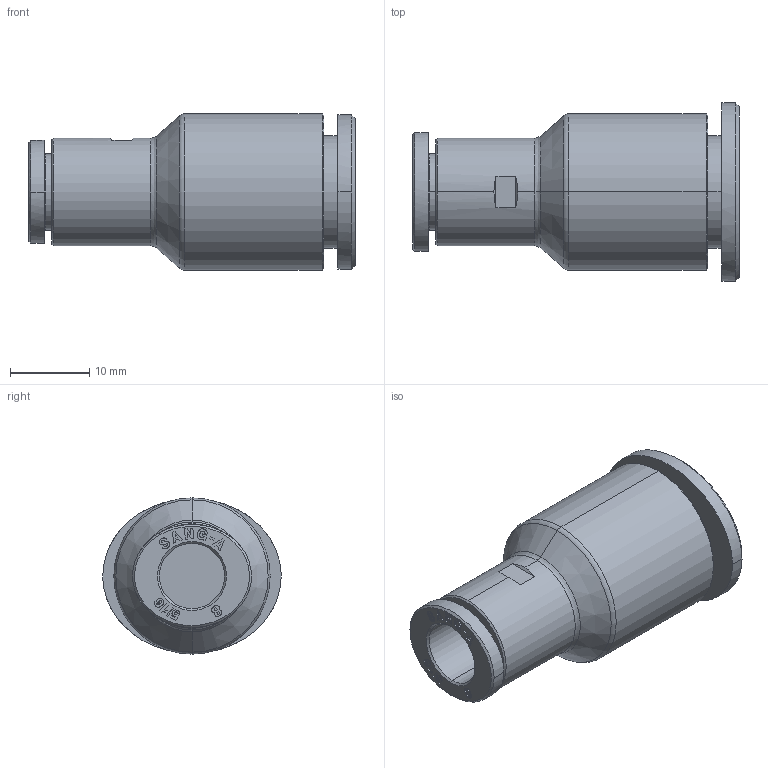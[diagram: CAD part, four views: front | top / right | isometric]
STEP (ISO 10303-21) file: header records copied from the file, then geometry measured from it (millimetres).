
FILE_DESCRIPTION((''),'2;1');
FILE_NAME('GPG_1208(3D).stp','2012-12-20T14:38:01',(''),(''),'Mechanical Desktop.R8.0.24.0','Mechanical Desktop.R8.0.24.0',', , ');
FILE_SCHEMA(('CONFIG_CONTROL_DESIGN'));
Length unit declared in the file: millimetre
Products named in the file (3): GPG_1208(3D); ºÎÇ°1; RM_SDB
Assembly tree (2 placements, depth 2):
  GPG_1208(3D)
    ºÎÇ°1
    RM_SDB
Bounding box: 41.2 x 22.5 x 19.7 mm (x, y, z)
Volume: 5934.4 mm3; surface area: 4511.3 mm2
Topology: 1 solids, 1 shells, 753 faces, 2139 edges, 1420 vertices
Faces by surface type: plane 676, bspline 39, cylinder 22, cone 14, torus 2
Entity records: 25252 total; most frequent: CARTESIAN_POINT 5598, ORIENTED_EDGE 4278, DIRECTION 3679, EDGE_CURVE 2139, VECTOR 1993, LINE 1993, VERTEX_POINT 1420, AXIS2_PLACEMENT_3D 843
